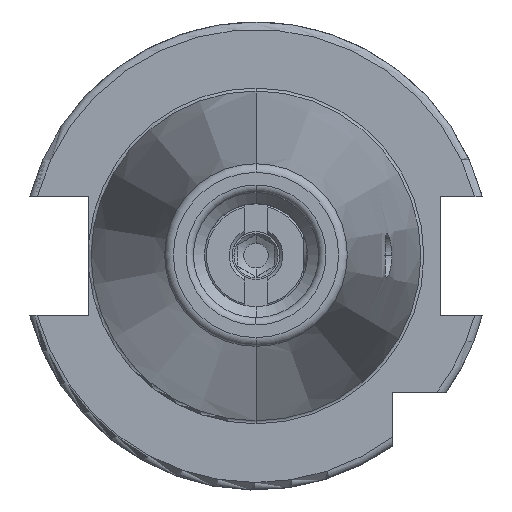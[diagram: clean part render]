
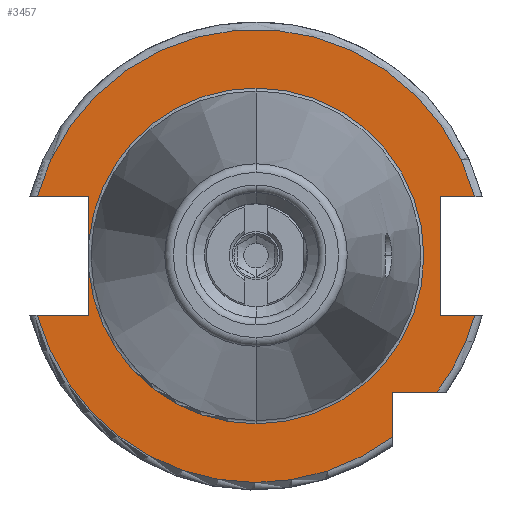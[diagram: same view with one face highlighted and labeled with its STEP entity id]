
A CAD part, top view. The second image highlights one B-rep face of the part: STEP entity #3457.
In plain terms, the highlighted planar face has unit normal (0, 0, 1).
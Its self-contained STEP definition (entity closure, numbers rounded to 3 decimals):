
#635=CARTESIAN_POINT('',(0,0,15.9));
#636=DIRECTION('',(0,0,1));
#637=DIRECTION('',(0.965,0.262,0));
#638=AXIS2_PLACEMENT_3D('',#635,#636,#637);
#686=CARTESIAN_POINT('',(0,0,15.9));
#687=DIRECTION('',(0,0,1));
#688=DIRECTION('',(-0.965,-0.262,0));
#689=AXIS2_PLACEMENT_3D('',#686,#687,#688);
#702=DIRECTION('',(1,0,0));
#703=VECTOR('',#702,7.004);
#704=CARTESIAN_POINT('',(-29.704,-8.05,15.9));
#705=LINE('',#704,#703);
#706=DIRECTION('',(0,1,0));
#707=VECTOR('',#706,5.917);
#708=CARTESIAN_POINT('',(-22.7,-8.05,15.9));
#709=LINE('',#708,#707);
#710=DIRECTION('',(0,1,0));
#711=VECTOR('',#710,5.917);
#712=CARTESIAN_POINT('',(-22.7,2.133,15.9));
#713=LINE('',#712,#711);
#714=DIRECTION('',(1,0,0));
#715=VECTOR('',#714,7.004);
#716=CARTESIAN_POINT('',(-29.704,8.05,15.9));
#717=LINE('',#716,#715);
#718=DIRECTION('',(-1,0,0));
#719=VECTOR('',#718,4.704);
#720=CARTESIAN_POINT('',(29.704,8.05,15.9));
#721=LINE('',#720,#719);
#722=DIRECTION('',(0,-1,0));
#723=VECTOR('',#722,16.1);
#724=CARTESIAN_POINT('',(25,8.05,15.9));
#725=LINE('',#724,#723);
#726=DIRECTION('',(-1,0,0));
#727=VECTOR('',#726,4.704);
#728=CARTESIAN_POINT('',(29.704,-8.05,15.9));
#729=LINE('',#728,#727);
#730=CARTESIAN_POINT('',(0,0,15.9));
#731=DIRECTION('',(0,0,1));
#732=DIRECTION('',(0.799,-0.601,0));
#733=AXIS2_PLACEMENT_3D('',#730,#731,#732);
#735=DIRECTION('',(-1,0,0));
#736=VECTOR('',#735,6.094);
#737=CARTESIAN_POINT('',(24.594,-18.5,15.9));
#738=LINE('',#737,#736);
#739=DIRECTION('',(0,1,0));
#740=VECTOR('',#739,6.094);
#741=CARTESIAN_POINT('',(18.5,-24.594,15.9));
#742=LINE('',#741,#740);
#753=CARTESIAN_POINT('',(0,0,15.9));
#754=DIRECTION('',(0,0,1));
#755=DIRECTION('',(0,1,0));
#756=AXIS2_PLACEMENT_3D('',#753,#754,#755);
#768=CARTESIAN_POINT('',(0,0,15.9));
#769=DIRECTION('',(0,0,1));
#770=DIRECTION('',(-0.996,-0.094,0));
#771=AXIS2_PLACEMENT_3D('',#768,#769,#770);
#773=CARTESIAN_POINT('',(0,0,15.9));
#774=DIRECTION('',(0,0,-1));
#775=DIRECTION('',(0,1,0));
#776=AXIS2_PLACEMENT_3D('',#773,#774,#775);
#2277=CARTESIAN_POINT('',(0,22.8,15.9));
#2279=VERTEX_POINT('',#2277);
#2299=CARTESIAN_POINT('',(0,-22.8,15.9));
#2301=VERTEX_POINT('',#2299);
#2447=CARTESIAN_POINT('',(-29.704,-8.05,15.9));
#2448=CARTESIAN_POINT('',(-22.7,-8.05,15.9));
#2449=VERTEX_POINT('',#2447);
#2450=VERTEX_POINT('',#2448);
#2451=CARTESIAN_POINT('',(-22.7,-2.133,15.9));
#2452=VERTEX_POINT('',#2451);
#2453=CARTESIAN_POINT('',(-22.7,2.133,15.9));
#2454=CARTESIAN_POINT('',(-22.7,8.05,15.9));
#2455=VERTEX_POINT('',#2453);
#2456=VERTEX_POINT('',#2454);
#2457=CARTESIAN_POINT('',(-29.704,8.05,15.9));
#2458=VERTEX_POINT('',#2457);
#2459=CARTESIAN_POINT('',(25,8.05,15.9));
#2460=CARTESIAN_POINT('',(25,-8.05,15.9));
#2461=VERTEX_POINT('',#2459);
#2462=VERTEX_POINT('',#2460);
#2463=CARTESIAN_POINT('',(29.704,-8.05,15.9));
#2464=VERTEX_POINT('',#2463);
#2465=CARTESIAN_POINT('',(29.704,8.05,15.9));
#2466=VERTEX_POINT('',#2465);
#2467=CARTESIAN_POINT('',(18.5,-24.594,15.9));
#2468=CARTESIAN_POINT('',(18.5,-18.5,15.9));
#2469=VERTEX_POINT('',#2467);
#2470=VERTEX_POINT('',#2468);
#2471=CARTESIAN_POINT('',(24.594,-18.5,15.9));
#2472=VERTEX_POINT('',#2471);
#3430=CARTESIAN_POINT('',(0,0,15.9));
#3431=DIRECTION('',(0,0,-1));
#3432=DIRECTION('',(0,-1,0));
#3433=AXIS2_PLACEMENT_3D('',#3430,#3431,#3432);
#3434=PLANE('',#3433);
#3435=ORIENTED_EDGE('',*,*,#2807,.T.);
#3436=ORIENTED_EDGE('',*,*,#2846,.T.);
#3438=ORIENTED_EDGE('',*,*,#3437,.T.);
#3440=ORIENTED_EDGE('',*,*,#3439,.F.);
#3442=ORIENTED_EDGE('',*,*,#3441,.T.);
#3443=ORIENTED_EDGE('',*,*,#2842,.T.);
#3444=ORIENTED_EDGE('',*,*,#2880,.F.);
#3445=ORIENTED_EDGE('',*,*,#3408,.F.);
#3447=ORIENTED_EDGE('',*,*,#3446,.T.);
#3449=ORIENTED_EDGE('',*,*,#3448,.T.);
#3450=ORIENTED_EDGE('',*,*,#2956,.F.);
#3451=ORIENTED_EDGE('',*,*,#3398,.F.);
#3452=ORIENTED_EDGE('',*,*,#3013,.T.);
#3453=ORIENTED_EDGE('',*,*,#3064,.F.);
#3454=ORIENTED_EDGE('',*,*,#3424,.F.);
#3455=EDGE_LOOP('',(#3435,#3436,#3438,#3440,#3442,#3443,#3444,#3445,#3447,#3449,
#3450,#3451,#3452,#3453,#3454));
#3456=FACE_OUTER_BOUND('',#3455,.F.);
#3457=ADVANCED_FACE('',(#3456),#3434,.F.);
#639=CIRCLE('',#638,30.775);
#690=CIRCLE('',#689,30.775);
#734=CIRCLE('',#733,30.775);
#757=CIRCLE('',#756,22.8);
#772=CIRCLE('',#771,22.8);
#777=CIRCLE('',#776,22.8);
#2807=EDGE_CURVE('',#2449,#2450,#705,.T.);
#2842=EDGE_CURVE('',#2455,#2456,#713,.T.);
#2846=EDGE_CURVE('',#2450,#2452,#709,.T.);
#2880=EDGE_CURVE('',#2458,#2456,#717,.T.);
#2956=EDGE_CURVE('',#2464,#2462,#729,.T.);
#3013=EDGE_CURVE('',#2472,#2470,#738,.T.);
#3064=EDGE_CURVE('',#2469,#2470,#742,.T.);
#3398=EDGE_CURVE('',#2472,#2464,#734,.T.);
#3408=EDGE_CURVE('',#2466,#2458,#639,.T.);
#3424=EDGE_CURVE('',#2449,#2469,#690,.T.);
#3437=EDGE_CURVE('',#2452,#2301,#772,.T.);
#3439=EDGE_CURVE('',#2279,#2301,#777,.T.);
#3441=EDGE_CURVE('',#2279,#2455,#757,.T.);
#3446=EDGE_CURVE('',#2466,#2461,#721,.T.);
#3448=EDGE_CURVE('',#2461,#2462,#725,.T.);
